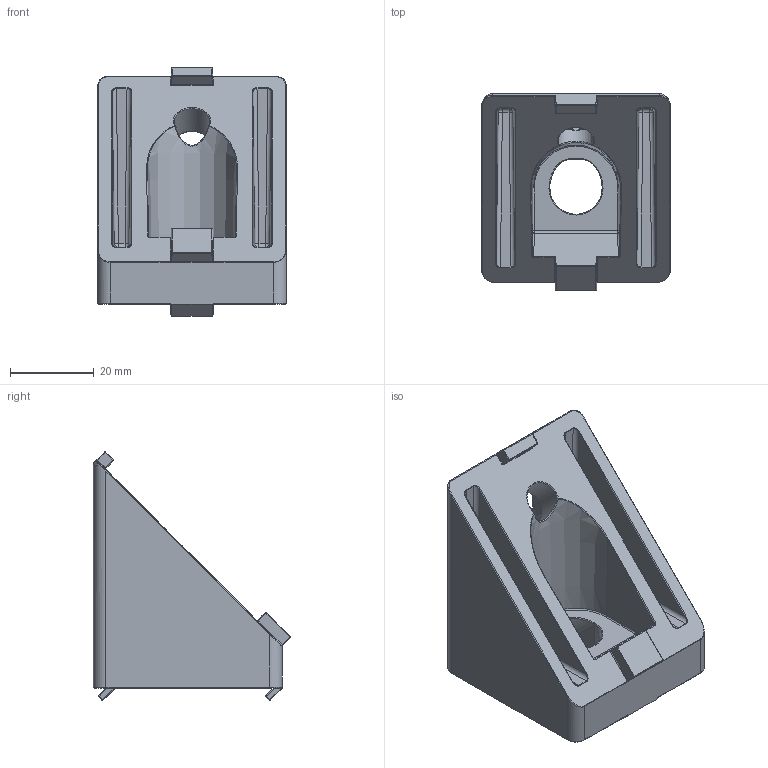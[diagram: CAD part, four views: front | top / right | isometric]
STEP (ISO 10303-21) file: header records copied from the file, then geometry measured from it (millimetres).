
FILE_DESCRIPTION(/* description */ ('STEP AP214'),/* implementation_level */ '2;1');
FILE_NAME(/* name */ '304546.stp',/* time_stamp */ '2018-05-23T08:20:01+02:00',/* author */ ('Admin'),/* organization */ ('Alutec K&K'),/* preprocessor_version */ 'ST-DEVELOPER v16.1',/* originating_system */ 'Autodesk Inventor 2016',/* authorisation */ '');
FILE_SCHEMA (('AUTOMOTIVE_DESIGN { 1 0 10303 214 3 1 1 }'));
Length unit declared in the file: millimetre
Products named in the file (1): 304546
Bounding box: 45 x 47 x 59.25 mm (x, y, z)
Volume: 43605.9 mm3; surface area: 16446.7 mm2
Topology: 1 solids, 1 shells, 266 faces, 589 edges, 320 vertices
Faces by surface type: cylinder 116, bspline 54, plane 53, sphere 30, torus 10, cone 3
Full cylindrical faces by diameter (mm): 8.5 x1
Entity records: 9293 total; most frequent: CARTESIAN_POINT 3781, ORIENTED_EDGE 1152, DIRECTION 1151, EDGE_CURVE 576, AXIS2_PLACEMENT_3D 453, VERTEX_POINT 319, EDGE_LOOP 277, FACE_OUTER_BOUND 266
